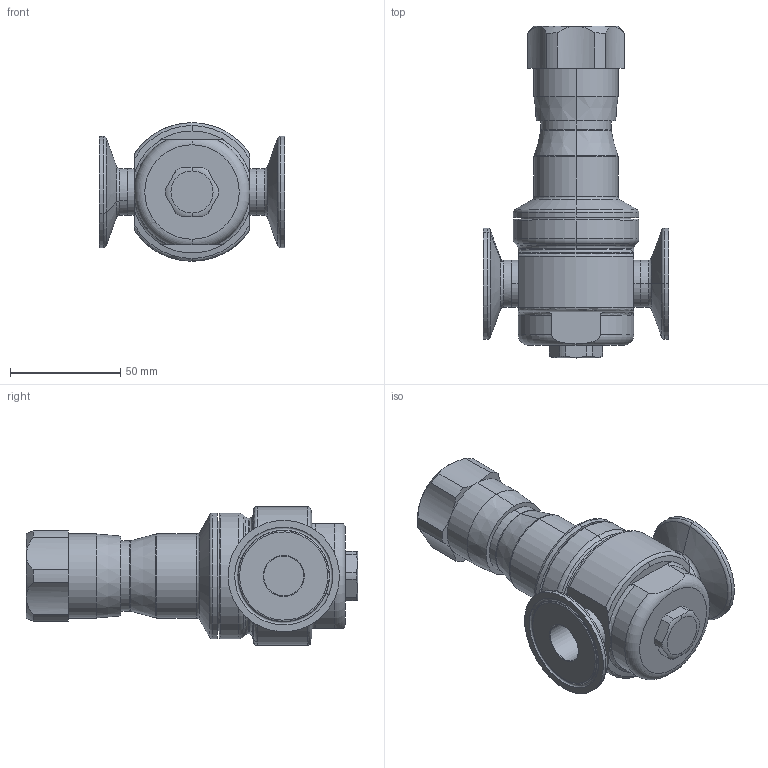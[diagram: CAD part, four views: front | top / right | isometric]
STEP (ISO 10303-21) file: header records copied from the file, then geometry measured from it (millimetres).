
FILE_DESCRIPTION (( 'STEP AP203' ), '1' );
FILE_NAME ('JSR-050-SA.STEP', '2017-06-21T16:38:09', ( '' ), ( '' ), 'SwSTEP 2.0', 'SolidWorks 2014', '' );
FILE_SCHEMA (( 'CONFIG_CONTROL_DESIGN' ));
Length unit declared in the file: inch
Products named in the file (2): JSR-050-SA
Bounding box: 84.07 x 150.5 x 62.87 mm (x, y, z)
Volume: 275939.4 mm3; surface area: 38429.8 mm2
Topology: 1 solids, 1 shells, 172 faces, 393 edges, 233 vertices
Faces by surface type: cylinder 62, torus 51, plane 30, cone 29
Entity records: 5462 total; most frequent: CARTESIAN_POINT 1364, DIRECTION 919, ORIENTED_EDGE 786, AXIS2_PLACEMENT_3D 410, EDGE_CURVE 393, CIRCLE 236, VERTEX_POINT 233, EDGE_LOOP 182
